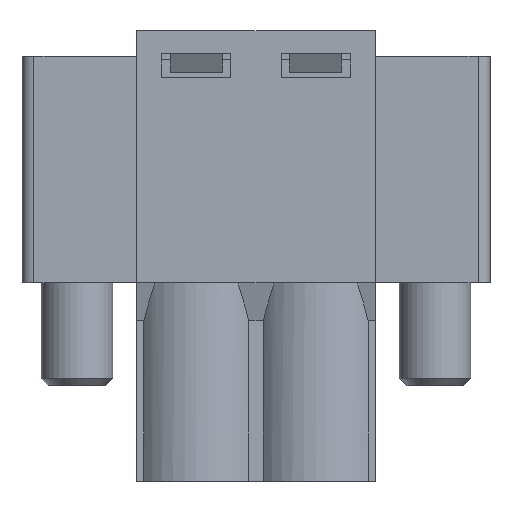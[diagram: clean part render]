
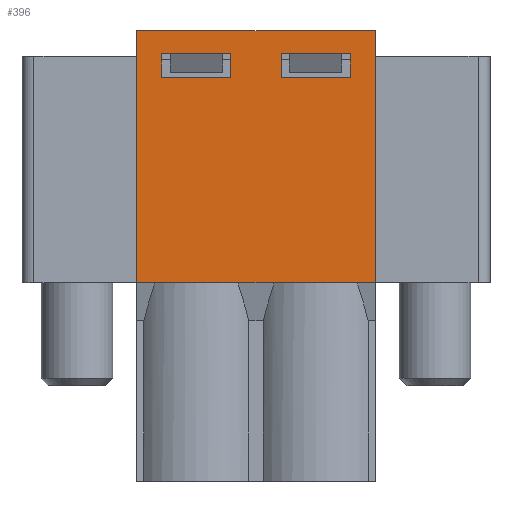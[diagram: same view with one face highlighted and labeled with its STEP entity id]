
A CAD part, left-side view. The second image highlights one B-rep face of the part: STEP entity #396.
In plain terms, the highlighted planar face has unit normal (-1, 0, 0).
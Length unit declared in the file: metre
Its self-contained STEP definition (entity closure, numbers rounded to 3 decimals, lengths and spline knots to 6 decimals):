
#396=ADVANCED_FACE('',(#928,#929,#930),#931,.F.);
#928=FACE_BOUND('',#1600,.T.);
#929=FACE_BOUND('',#1601,.T.);
#930=FACE_OUTER_BOUND('',#1602,.T.);
#931=PLANE('',#1603);
#1600=EDGE_LOOP('',(#2754,#2755,#2756,#2757));
#1601=EDGE_LOOP('',(#2758,#2759,#2760,#2761));
#1602=EDGE_LOOP('',(#2762,#2763,#2764,#2765));
#1603=AXIS2_PLACEMENT_3D('',#2766,#2767,#2768);
#2754=ORIENTED_EDGE('',*,*,#4142,.T.);
#2755=ORIENTED_EDGE('',*,*,#4154,.T.);
#2756=ORIENTED_EDGE('',*,*,#4151,.T.);
#2757=ORIENTED_EDGE('',*,*,#4147,.T.);
#2758=ORIENTED_EDGE('',*,*,#4164,.T.);
#2759=ORIENTED_EDGE('',*,*,#4176,.T.);
#2760=ORIENTED_EDGE('',*,*,#4173,.T.);
#2761=ORIENTED_EDGE('',*,*,#4169,.T.);
#2762=ORIENTED_EDGE('',*,*,#4332,.T.);
#2763=ORIENTED_EDGE('',*,*,#4231,.F.);
#2764=ORIENTED_EDGE('',*,*,#4333,.F.);
#2765=ORIENTED_EDGE('',*,*,#4334,.T.);
#2766=CARTESIAN_POINT('',(-0.215651,0.164105,-0.095248));
#2767=DIRECTION('',(1.0,0.,0.));
#2768=DIRECTION('',(0.,0.,1.0));
#4142=EDGE_CURVE('',#5022,#5020,#5023,.T.);
#4147=EDGE_CURVE('',#5029,#5022,#5030,.T.);
#4151=EDGE_CURVE('',#5034,#5029,#5035,.T.);
#4154=EDGE_CURVE('',#5020,#5034,#5038,.T.);
#4164=EDGE_CURVE('',#5054,#5052,#5055,.T.);
#4169=EDGE_CURVE('',#5061,#5054,#5062,.T.);
#4173=EDGE_CURVE('',#5066,#5061,#5067,.T.);
#4176=EDGE_CURVE('',#5052,#5066,#5070,.T.);
#4231=EDGE_CURVE('',#5161,#5163,#5164,.T.);
#4332=EDGE_CURVE('',#5316,#5163,#5317,.T.);
#4333=EDGE_CURVE('',#5318,#5161,#5319,.T.);
#4334=EDGE_CURVE('',#5318,#5316,#5320,.T.);
#5020=VERTEX_POINT('',#6327);
#5022=VERTEX_POINT('',#6330);
#5023=LINE('',#6331,#6332);
#5029=VERTEX_POINT('',#6341);
#5030=LINE('',#6342,#6343);
#5034=VERTEX_POINT('',#6349);
#5035=LINE('',#6350,#6351);
#5038=LINE('',#6355,#6356);
#5052=VERTEX_POINT('',#6376);
#5054=VERTEX_POINT('',#6379);
#5055=LINE('',#6380,#6381);
#5061=VERTEX_POINT('',#6390);
#5062=LINE('',#6391,#6392);
#5066=VERTEX_POINT('',#6398);
#5067=LINE('',#6399,#6400);
#5070=LINE('',#6404,#6405);
#5161=VERTEX_POINT('',#6526);
#5163=VERTEX_POINT('',#6529);
#5164=LINE('',#6530,#6531);
#5316=VERTEX_POINT('',#6739);
#5317=LINE('',#6740,#6741);
#5318=VERTEX_POINT('',#6742);
#5319=LINE('',#6743,#6744);
#5320=LINE('',#6745,#6746);
#6327=CARTESIAN_POINT('',(-0.215651,0.170035,-0.086548));
#6330=CARTESIAN_POINT('',(-0.215651,0.170035,-0.085548));
#6331=CARTESIAN_POINT('',(-0.215651,0.170035,-0.086548));
#6332=VECTOR('',#7635,1.0);
#6341=CARTESIAN_POINT('',(-0.215651,0.172935,-0.085548));
#6342=CARTESIAN_POINT('',(-0.215651,0.170035,-0.085548));
#6343=VECTOR('',#7639,1.0);
#6349=CARTESIAN_POINT('',(-0.215651,0.172935,-0.086548));
#6350=CARTESIAN_POINT('',(-0.215651,0.172935,-0.085548));
#6351=VECTOR('',#7642,1.0);
#6355=CARTESIAN_POINT('',(-0.215651,0.172935,-0.086548));
#6356=VECTOR('',#7644,1.0);
#6376=CARTESIAN_POINT('',(-0.215651,0.165035,-0.086548));
#6379=CARTESIAN_POINT('',(-0.215651,0.165035,-0.085548));
#6380=CARTESIAN_POINT('',(-0.215651,0.165035,-0.086548));
#6381=VECTOR('',#7652,1.0);
#6390=CARTESIAN_POINT('',(-0.215651,0.167935,-0.085548));
#6391=CARTESIAN_POINT('',(-0.215651,0.165035,-0.085548));
#6392=VECTOR('',#7656,1.0);
#6398=CARTESIAN_POINT('',(-0.215651,0.167935,-0.086548));
#6399=CARTESIAN_POINT('',(-0.215651,0.167935,-0.085548));
#6400=VECTOR('',#7659,1.0);
#6404=CARTESIAN_POINT('',(-0.215651,0.167935,-0.086548));
#6405=VECTOR('',#7661,1.0);
#6526=CARTESIAN_POINT('',(-0.215651,0.163985,-0.084598));
#6529=CARTESIAN_POINT('',(-0.215651,0.163985,-0.095148));
#6530=CARTESIAN_POINT('',(-0.215651,0.163985,-0.095248));
#6531=VECTOR('',#7729,1.0);
#6739=CARTESIAN_POINT('',(-0.215651,0.173985,-0.095148));
#6740=CARTESIAN_POINT('',(-0.215651,0.164105,-0.095148));
#6741=VECTOR('',#7834,1.0);
#6742=CARTESIAN_POINT('',(-0.215651,0.173985,-0.084598));
#6743=CARTESIAN_POINT('',(-0.215651,0.164105,-0.084598));
#6744=VECTOR('',#7835,1.0);
#6745=CARTESIAN_POINT('',(-0.215651,0.173985,-0.095248));
#6746=VECTOR('',#7836,1.0);
#7635=DIRECTION('',(0.,0.,-1.0));
#7639=DIRECTION('',(0.0,-1.0,0.));
#7642=DIRECTION('',(0.0,0.0,1.0));
#7644=DIRECTION('',(0.,1.0,0.));
#7652=DIRECTION('',(0.,0.,-1.0));
#7656=DIRECTION('',(0.0,-1.0,0.));
#7659=DIRECTION('',(0.0,0.0,1.0));
#7661=DIRECTION('',(0.,1.0,0.));
#7729=DIRECTION('',(0.,0.,-1.0));
#7834=DIRECTION('',(0.,-1.0,0.));
#7835=DIRECTION('',(0.,-1.0,0.));
#7836=DIRECTION('',(0.,0.,-1.0));
